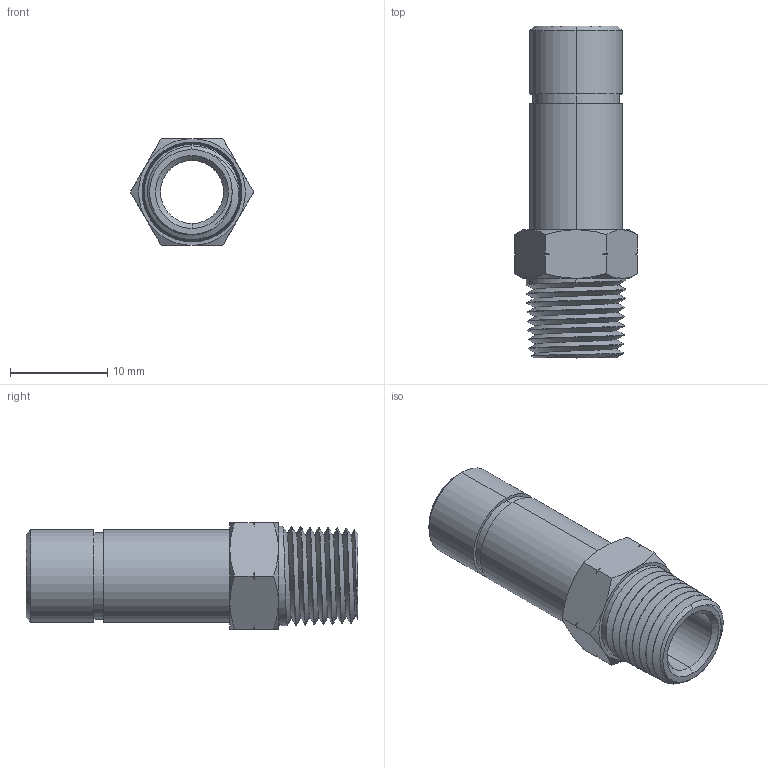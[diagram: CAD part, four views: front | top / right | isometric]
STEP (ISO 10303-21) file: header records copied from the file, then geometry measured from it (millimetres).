
FILE_DESCRIPTION (( 'STEP AP214' ), '1' );
FILE_NAME ('TAS3-8N1-8.STEP', '2018-07-30T19:38:11', ( '' ), ( '' ), 'SwSTEP 2.0', 'SolidWorks 2016', '' );
FILE_SCHEMA (( 'AUTOMOTIVE_DESIGN' ));
Length unit declared in the file: millimetre
Products named in the file (1): TAS3-8N1-8
Bounding box: 12.7 x 34.2 x 11 mm (x, y, z)
Volume: 1429.3 mm3; surface area: 2071.9 mm2
Topology: 1 solids, 1 shells, 76 faces, 190 edges, 120 vertices
Faces by surface type: cone 50, plane 12, cylinder 8, bspline 6
Entity records: 6496 total; most frequent: CARTESIAN_POINT 3979, ORIENTED_EDGE 380, DIRECTION 282, EDGE_CURVE 190, VERTEX_POINT 120, AXIS2_PLACEMENT_3D 117, B_SPLINE_CURVE_WITH_KNOTS 96, EDGE_LOOP 82
